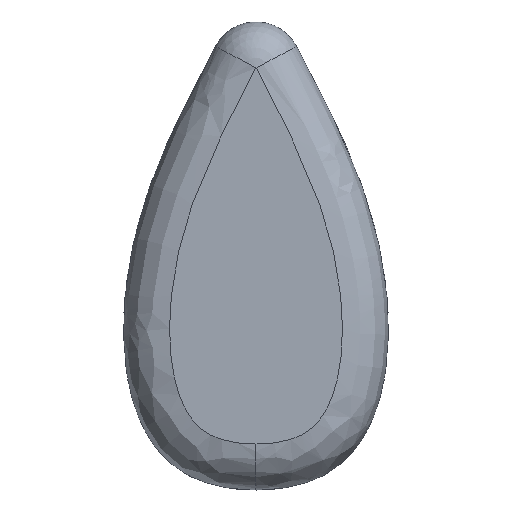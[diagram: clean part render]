
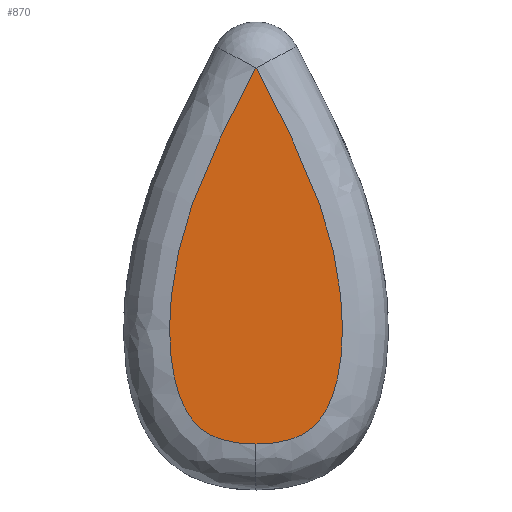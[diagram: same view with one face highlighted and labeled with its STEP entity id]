
A CAD part, left-side view. The second image highlights one B-rep face of the part: STEP entity #870.
In plain terms, the highlighted planar face has unit normal (-1, 0, 0).
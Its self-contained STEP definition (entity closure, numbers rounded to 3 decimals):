
#757=CARTESIAN_POINT('Axis2P3D Location',(0.,0.,0.)) ;
#763=CARTESIAN_POINT('Control Point',(0.,0.,3.)) ;
#764=CARTESIAN_POINT('Control Point',(0.,0.019,3.)) ;
#765=CARTESIAN_POINT('Control Point',(0.,0.039,3.)) ;
#766=CARTESIAN_POINT('Control Point',(0.,0.058,3.)) ;
#767=CARTESIAN_POINT('Control Point',(0.,0.372,3.002)) ;
#768=CARTESIAN_POINT('Control Point',(0.,0.677,3.015)) ;
#769=CARTESIAN_POINT('Control Point',(0.,0.954,3.038)) ;
#770=CARTESIAN_POINT('Control Point',(0.,1.439,3.098)) ;
#771=CARTESIAN_POINT('Control Point',(0.,1.883,3.191)) ;
#772=CARTESIAN_POINT('Control Point',(0.,2.074,3.24)) ;
#773=CARTESIAN_POINT('Control Point',(0.,2.456,3.356)) ;
#774=CARTESIAN_POINT('Control Point',(0.,2.796,3.498)) ;
#775=CARTESIAN_POINT('Control Point',(0.,2.962,3.58)) ;
#776=CARTESIAN_POINT('Control Point',(0.,3.228,3.73)) ;
#777=CARTESIAN_POINT('Control Point',(0.,3.469,3.901)) ;
#778=CARTESIAN_POINT('Control Point',(0.,3.565,3.976)) ;
#779=CARTESIAN_POINT('Control Point',(0.,3.751,4.133)) ;
#780=CARTESIAN_POINT('Control Point',(0.,3.925,4.309)) ;
#781=CARTESIAN_POINT('Control Point',(0.,4.01,4.402)) ;
#782=CARTESIAN_POINT('Control Point',(0.,4.208,4.637)) ;
#783=CARTESIAN_POINT('Control Point',(0.,4.393,4.904)) ;
#784=CARTESIAN_POINT('Control Point',(0.,4.496,5.071)) ;
#785=CARTESIAN_POINT('Control Point',(0.,4.708,5.451)) ;
#786=CARTESIAN_POINT('Control Point',(0.,4.894,5.876)) ;
#787=CARTESIAN_POINT('Control Point',(0.,4.987,6.116)) ;
#788=CARTESIAN_POINT('Control Point',(0.,5.172,6.659)) ;
#789=CARTESIAN_POINT('Control Point',(0.,5.319,7.245)) ;
#790=CARTESIAN_POINT('Control Point',(0.,5.389,7.573)) ;
#791=CARTESIAN_POINT('Control Point',(0.,5.514,8.294)) ;
#792=CARTESIAN_POINT('Control Point',(0.,5.593,9.045)) ;
#793=CARTESIAN_POINT('Control Point',(0.,5.622,9.454)) ;
#794=CARTESIAN_POINT('Control Point',(0.,5.656,10.297)) ;
#795=CARTESIAN_POINT('Control Point',(0.,5.642,11.152)) ;
#796=CARTESIAN_POINT('Control Point',(0.,5.622,11.591)) ;
#797=CARTESIAN_POINT('Control Point',(0.,5.546,12.688)) ;
#798=CARTESIAN_POINT('Control Point',(0.,5.404,13.778)) ;
#799=CARTESIAN_POINT('Control Point',(0.,5.296,14.428)) ;
#800=CARTESIAN_POINT('Control Point',(0.,5.034,15.74)) ;
#801=CARTESIAN_POINT('Control Point',(0.,4.693,17.017)) ;
#802=CARTESIAN_POINT('Control Point',(0.,4.501,17.66)) ;
#803=CARTESIAN_POINT('Control Point',(0.,4.062,18.982)) ;
#804=CARTESIAN_POINT('Control Point',(0.,3.557,20.27)) ;
#805=CARTESIAN_POINT('Control Point',(0.,3.277,20.934)) ;
#806=CARTESIAN_POINT('Control Point',(0.,2.624,22.398)) ;
#807=CARTESIAN_POINT('Control Point',(0.,1.914,23.852)) ;
#808=CARTESIAN_POINT('Control Point',(0.,1.511,24.651)) ;
#809=CARTESIAN_POINT('Control Point',(0.,0.966,25.713)) ;
#810=CARTESIAN_POINT('Control Point',(0.,0.409,26.783)) ;
#811=CARTESIAN_POINT('Control Point',(0.,0.273,27.043)) ;
#812=CARTESIAN_POINT('Control Point',(0.,0.137,27.304)) ;
#813=CARTESIAN_POINT('Control Point',(0.,0.,27.565)) ;
#814=CARTESIAN_POINT('Vertex',(0.,0.,3.)) ;
#816=CARTESIAN_POINT('Vertex',(0.,0.,27.565)) ;
#820=CARTESIAN_POINT('Control Point',(0.,0.,3.)) ;
#821=CARTESIAN_POINT('Control Point',(0.,-0.009,3.)) ;
#822=CARTESIAN_POINT('Control Point',(0.,-0.019,3.)) ;
#823=CARTESIAN_POINT('Control Point',(0.,-0.028,3.)) ;
#824=CARTESIAN_POINT('Control Point',(0.,-0.333,3.001)) ;
#825=CARTESIAN_POINT('Control Point',(0.,-0.63,3.012)) ;
#826=CARTESIAN_POINT('Control Point',(0.,-0.908,3.034)) ;
#827=CARTESIAN_POINT('Control Point',(0.,-1.395,3.091)) ;
#828=CARTESIAN_POINT('Control Point',(0.,-1.842,3.182)) ;
#829=CARTESIAN_POINT('Control Point',(0.,-2.034,3.229)) ;
#830=CARTESIAN_POINT('Control Point',(0.,-2.419,3.343)) ;
#831=CARTESIAN_POINT('Control Point',(0.,-2.761,3.483)) ;
#832=CARTESIAN_POINT('Control Point',(0.,-2.929,3.563)) ;
#833=CARTESIAN_POINT('Control Point',(0.,-3.198,3.711)) ;
#834=CARTESIAN_POINT('Control Point',(0.,-3.442,3.881)) ;
#835=CARTESIAN_POINT('Control Point',(0.,-3.539,3.954)) ;
#836=CARTESIAN_POINT('Control Point',(0.,-3.726,4.11)) ;
#837=CARTESIAN_POINT('Control Point',(0.,-3.901,4.284)) ;
#838=CARTESIAN_POINT('Control Point',(0.,-3.986,4.375)) ;
#839=CARTESIAN_POINT('Control Point',(0.,-4.185,4.608)) ;
#840=CARTESIAN_POINT('Control Point',(0.,-4.371,4.87)) ;
#841=CARTESIAN_POINT('Control Point',(0.,-4.475,5.035)) ;
#842=CARTESIAN_POINT('Control Point',(0.,-4.687,5.409)) ;
#843=CARTESIAN_POINT('Control Point',(0.,-4.875,5.828)) ;
#844=CARTESIAN_POINT('Control Point',(0.,-4.968,6.065)) ;
#845=CARTESIAN_POINT('Control Point',(0.,-5.154,6.601)) ;
#846=CARTESIAN_POINT('Control Point',(0.,-5.304,7.179)) ;
#847=CARTESIAN_POINT('Control Point',(0.,-5.375,7.503)) ;
#848=CARTESIAN_POINT('Control Point',(0.,-5.504,8.219)) ;
#849=CARTESIAN_POINT('Control Point',(0.,-5.585,8.964)) ;
#850=CARTESIAN_POINT('Control Point',(0.,-5.616,9.371)) ;
#851=CARTESIAN_POINT('Control Point',(0.,-5.677,10.695)) ;
#852=CARTESIAN_POINT('Control Point',(0.,-5.616,12.049)) ;
#853=CARTESIAN_POINT('Control Point',(0.,-5.525,12.98)) ;
#854=CARTESIAN_POINT('Control Point',(0.,-5.309,14.436)) ;
#855=CARTESIAN_POINT('Control Point',(0.,-4.993,15.855)) ;
#856=CARTESIAN_POINT('Control Point',(0.,-4.865,16.37)) ;
#857=CARTESIAN_POINT('Control Point',(0.,-4.383,18.12)) ;
#858=CARTESIAN_POINT('Control Point',(0.,-3.771,19.802)) ;
#859=CARTESIAN_POINT('Control Point',(0.,-3.285,20.96)) ;
#860=CARTESIAN_POINT('Control Point',(0.,-2.362,22.966)) ;
#861=CARTESIAN_POINT('Control Point',(0.,-1.35,24.97)) ;
#862=CARTESIAN_POINT('Control Point',(0.,-0.905,25.834)) ;
#863=CARTESIAN_POINT('Control Point',(0.,-0.455,26.697)) ;
#864=CARTESIAN_POINT('Control Point',(0.,0.,27.565)) ;
#758=DIRECTION('Axis2P3D Direction',(1.,0.,0.)) ;
#759=DIRECTION('Axis2P3D XDirection',(0.,1.,0.)) ;
#760=AXIS2_PLACEMENT_3D('Plane Axis2P3D',#757,#758,#759) ;
#867=ORIENTED_EDGE('',*,*,#818,.F.) ;
#868=ORIENTED_EDGE('',*,*,#865,.F.) ;
#870=ADVANCED_FACE('Corps principal',(#869),#761,.F.) ;
#762=B_SPLINE_CURVE_WITH_KNOTS('',5,(#763,#764,#765,#766,#767,#768,#769,#770,#771,#772,#773,#774,#775,#776,#777,#778,#779,#780,#781,#782,#783,#784,#785,#786,#787,#788,#789,#790,#791,#792,#793,#794,#795,#796,#797,#798,#799,#800,#801,#802,#803,#804,#805,#806,#807,#808,#809,#810,#811,#812,#813),.UNSPECIFIED.,.F.,.U.,(6,3,3,3,3,3,3,3,3,3,3,3,3,3,3,3,6),(17.429,17.568,19.699,21.459,23.397,24.769,26.14,28.068,30.278,32.893,35.905,39.054,43.781,48.713,54.083,60.644,62.748),.UNSPECIFIED.) ;
#819=B_SPLINE_CURVE_WITH_KNOTS('',5,(#820,#821,#822,#823,#824,#825,#826,#827,#828,#829,#830,#831,#832,#833,#834,#835,#836,#837,#838,#839,#840,#841,#842,#843,#844,#845,#846,#847,#848,#849,#850,#851,#852,#853,#854,#855,#856,#857,#858,#859,#860,#861,#862,#863,#864),.UNSPECIFIED.,.F.,.U.,(6,3,3,3,3,3,3,3,3,3,3,3,3,3,6),(17.429,17.496,19.628,21.38,23.32,24.691,26.063,27.983,30.178,32.775,35.779,42.461,46.325,55.753,62.748),.UNSPECIFIED.) ;
#818=EDGE_CURVE('',#815,#817,#762,.T.) ;
#865=EDGE_CURVE('',#817,#815,#819,.F.) ;
#866=EDGE_LOOP('',(#867,#868)) ;
#869=FACE_OUTER_BOUND('',#866,.T.) ;
#761=PLANE('Plane',#760) ;
#815=VERTEX_POINT('',#814) ;
#817=VERTEX_POINT('',#816) ;
